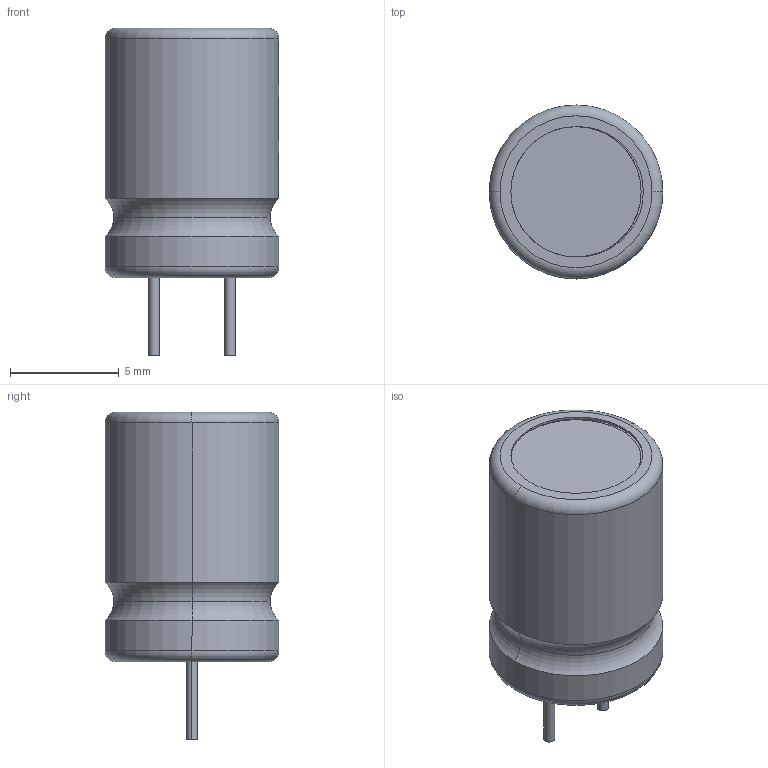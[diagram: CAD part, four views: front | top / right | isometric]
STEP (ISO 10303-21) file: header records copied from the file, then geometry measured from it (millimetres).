
FILE_DESCRIPTION((''),'2;1');
FILE_NAME('CAPPR350-800X1150.stp','2009-06-24T16:22:08',(''),(''),'Mechanical Desktop 2006','Mechanical Desktop 2006',', , ');
FILE_SCHEMA(('AUTOMOTIVE_DESIGN { 1 2 10303 214 0 1 1 1 }'));
Length unit declared in the file: millimetre
Products named in the file (1): Product
Bounding box: 8 x 8 x 15.1 mm (x, y, z)
Volume: 559.5 mm3; surface area: 532.7 mm2
Topology: 8 solids, 8 shells, 81 faces, 179 edges, 116 vertices
Faces by surface type: plane 37, cylinder 36, torus 8
Entity records: 2318 total; most frequent: DIRECTION 443, CARTESIAN_POINT 377, ORIENTED_EDGE 358, AXIS2_PLACEMENT_3D 182, EDGE_CURVE 179, VERTEX_POINT 116, CIRCLE 100, EDGE_LOOP 83
